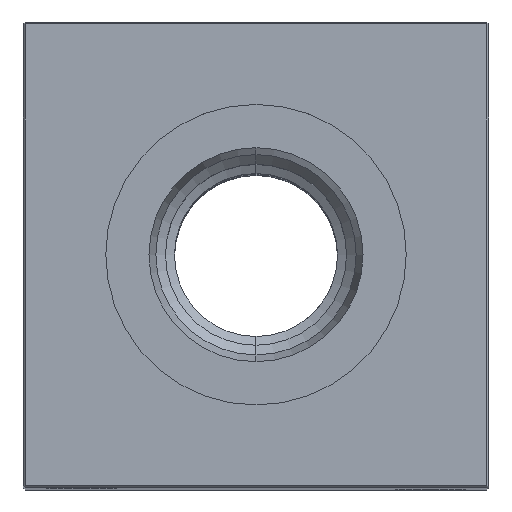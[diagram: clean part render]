
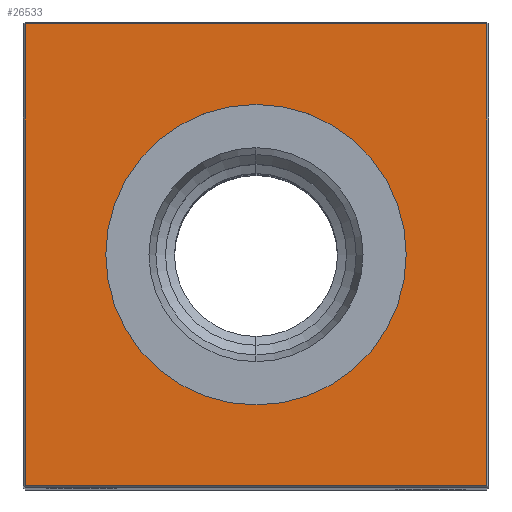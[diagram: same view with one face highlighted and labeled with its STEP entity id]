
A CAD part, top view. The second image highlights one B-rep face of the part: STEP entity #26533.
In plain terms, the highlighted planar face has unit normal (0, 0, 1).
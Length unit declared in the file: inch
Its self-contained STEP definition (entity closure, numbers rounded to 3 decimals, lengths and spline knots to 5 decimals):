
#334 = CIRCLE ( 'NONE', #6253, 0.80709 ) ;
#472 = LINE ( 'NONE', #7017, #21054 ) ;
#1675 = ORIENTED_EDGE ( 'NONE', *, *, #17804, .T. ) ;
#2587 = CARTESIAN_POINT ( 'NONE',  ( 1.24, -1.24, 8. ) ) ;
#2688 = VERTEX_POINT ( 'NONE', #16749 ) ;
#3426 = ORIENTED_EDGE ( 'NONE', *, *, #26892, .T. ) ;
#4767 = LINE ( 'NONE', #13269, #13102 ) ;
#5420 = DIRECTION ( 'NONE',  ( -1., 0., 0. ) ) ;
#5743 = ORIENTED_EDGE ( 'NONE', *, *, #22185, .T. ) ;
#6253 = AXIS2_PLACEMENT_3D ( 'NONE', #9607, #20107, #14002 ) ;
#6395 = VERTEX_POINT ( 'NONE', #2587 ) ;
#6648 = CARTESIAN_POINT ( 'NONE',  ( 1.24, 0., 8. ) ) ;
#7017 = CARTESIAN_POINT ( 'NONE',  ( 0., 1.24, 8. ) ) ;
#7106 = FACE_OUTER_BOUND ( 'NONE', #21667, .T. ) ;
#7248 = DIRECTION ( 'NONE',  ( 0., 0., -1. ) ) ;
#7388 = FACE_BOUND ( 'NONE', #25862, .T. ) ;
#8296 = CARTESIAN_POINT ( 'NONE',  ( -1.24, 1.24, 8. ) ) ;
#8334 = EDGE_CURVE ( 'NONE', #14614, #16506, #12038, .T. ) ;
#9492 = CARTESIAN_POINT ( 'NONE',  ( -1.24, -1.24, 8. ) ) ;
#9607 = CARTESIAN_POINT ( 'NONE',  ( 0., 0., 8. ) ) ;
#9619 = ORIENTED_EDGE ( 'NONE', *, *, #12391, .T. ) ;
#10615 = DIRECTION ( 'NONE',  ( 0., 1., 0. ) ) ;
#10666 = CARTESIAN_POINT ( 'NONE',  ( 0., -0.80709, 8. ) ) ;
#11908 = CARTESIAN_POINT ( 'NONE',  ( 0., 0., 8. ) ) ;
#12038 = CIRCLE ( 'NONE', #13387, 0.80709 ) ;
#12391 = EDGE_CURVE ( 'NONE', #2688, #18120, #472, .T. ) ;
#13102 = VECTOR ( 'NONE', #19951, 39.37008 ) ;
#13269 = CARTESIAN_POINT ( 'NONE',  ( 0., -1.24, 8. ) ) ;
#13387 = AXIS2_PLACEMENT_3D ( 'NONE', #22703, #14049, #18030 ) ;
#14002 = DIRECTION ( 'NONE',  ( -1., 0., 0. ) ) ;
#14049 = DIRECTION ( 'NONE',  ( 0., 0., -1. ) ) ;
#14230 = CARTESIAN_POINT ( 'NONE',  ( -1.24, 0., 8. ) ) ;
#14387 = AXIS2_PLACEMENT_3D ( 'NONE', #11908, #7248, #22693 ) ;
#14614 = VERTEX_POINT ( 'NONE', #10666 ) ;
#15142 = LINE ( 'NONE', #6648, #19496 ) ;
#16015 = PLANE ( 'NONE',  #14387 ) ;
#16506 = VERTEX_POINT ( 'NONE', #19035 ) ;
#16749 = CARTESIAN_POINT ( 'NONE',  ( 1.24, 1.24, 8. ) ) ;
#17804 = EDGE_CURVE ( 'NONE', #24291, #6395, #4767, .T. ) ;
#18030 = DIRECTION ( 'NONE',  ( -1., 0., 0. ) ) ;
#18120 = VERTEX_POINT ( 'NONE', #8296 ) ;
#18125 = VECTOR ( 'NONE', #19661, 39.37008 ) ;
#18402 = ORIENTED_EDGE ( 'NONE', *, *, #19346, .T. ) ;
#18487 = ORIENTED_EDGE ( 'NONE', *, *, #8334, .T. ) ;
#19035 = CARTESIAN_POINT ( 'NONE',  ( 0., 0.80709, 8. ) ) ;
#19346 = EDGE_CURVE ( 'NONE', #6395, #2688, #15142, .T. ) ;
#19496 = VECTOR ( 'NONE', #10615, 39.37008 ) ;
#19661 = DIRECTION ( 'NONE',  ( 0., -1., 0. ) ) ;
#19951 = DIRECTION ( 'NONE',  ( 1., 0., 0. ) ) ;
#19957 = LINE ( 'NONE', #14230, #18125 ) ;
#20107 = DIRECTION ( 'NONE',  ( 0., 0., -1. ) ) ;
#21054 = VECTOR ( 'NONE', #5420, 39.37008 ) ;
#21667 = EDGE_LOOP ( 'NONE', ( #5743, #1675, #18402, #9619 ) ) ;
#22185 = EDGE_CURVE ( 'NONE', #18120, #24291, #19957, .T. ) ;
#22693 = DIRECTION ( 'NONE',  ( -1., 0., 0. ) ) ;
#22703 = CARTESIAN_POINT ( 'NONE',  ( 0., 0., 8. ) ) ;
#24291 = VERTEX_POINT ( 'NONE', #9492 ) ;
#25862 = EDGE_LOOP ( 'NONE', ( #3426, #18487 ) ) ;
#26533 = ADVANCED_FACE ( 'NONE', ( #7106, #7388 ), #16015, .F. ) ;
#26892 = EDGE_CURVE ( 'NONE', #16506, #14614, #334, .T. ) ;
